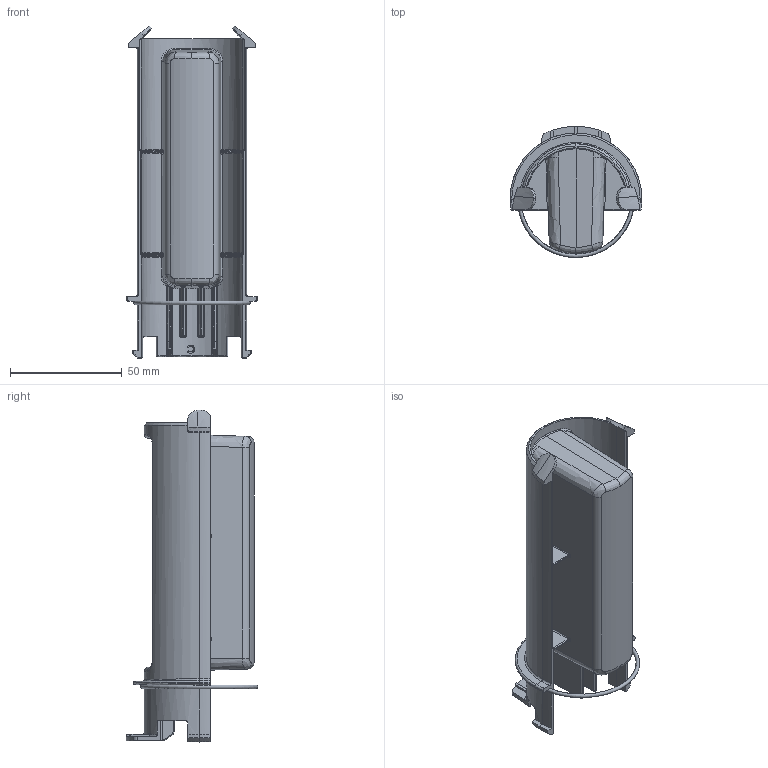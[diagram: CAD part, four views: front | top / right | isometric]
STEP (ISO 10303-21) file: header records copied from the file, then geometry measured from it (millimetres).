
FILE_DESCRIPTION(('STEP AP214'),'1');
FILE_NAME('1158-B2P-A.step','2014-03-27T09:41:11',(' '),(' '),'Spatial InterOp 3D',' ',' ');
FILE_SCHEMA(('automotive_design'));
Length unit declared in the file: metre
Products named in the file (1): 1
Bounding box: 59.04 x 58.78 x 148.66 mm (x, y, z)
Surface area: 51408.4 mm2 (no closed solid volume)
Topology: 2 solids, 3 shells, 399 faces, 989 edges, 590 vertices
Faces by surface type: bspline 169, cylinder 112, plane 74, sphere 16, torus 12, extrusion 8, offset 4, cone 4
Entity records: 23360 total; most frequent: CARTESIAN_POINT 11574, ORIENTED_EDGE 1950, DIRECTION 1560, EDGE_CURVE 975, AXIS2_PLACEMENT_3D 609, VERTEX_POINT 582, EDGE_LOOP 403, STYLED_ITEM 398
